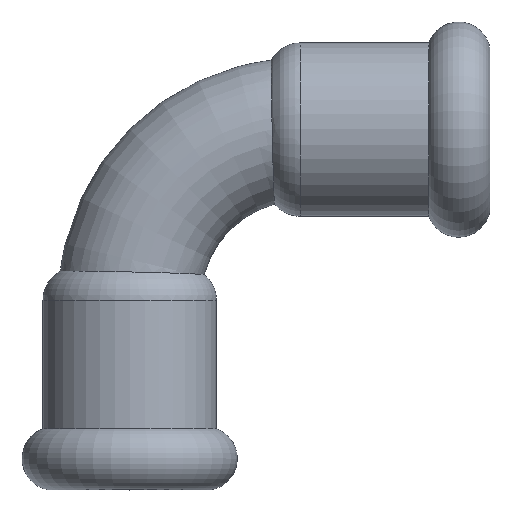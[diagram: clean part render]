
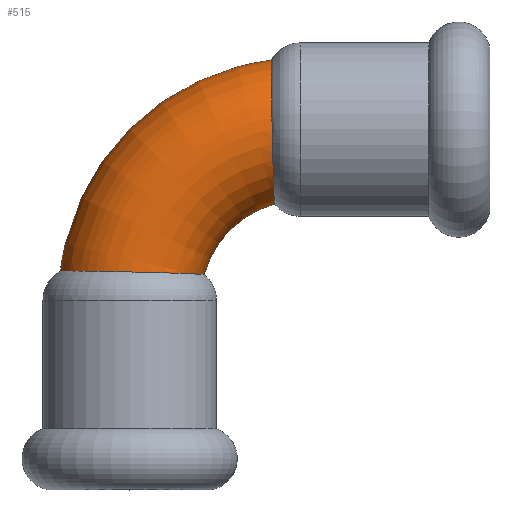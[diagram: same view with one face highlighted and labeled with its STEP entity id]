
A CAD part, top view. The second image highlights one B-rep face of the part: STEP entity #515.
In plain terms, the highlighted toroidal (fillet/blend) face has major radius 18 mm and minor radius 7.5 mm.
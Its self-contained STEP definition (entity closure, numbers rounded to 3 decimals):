
#17=B_SPLINE_CURVE_WITH_KNOTS('',3,(#903,#904,#905,#906,#907,#908,#909,
#910,#911,#912,#913,#914),.UNSPECIFIED.,.F.,.F.,(4,2,2,2,2,4),(3.592,
3.833,4.129,4.423,4.588,4.753),
 .UNSPECIFIED.);
#18=B_SPLINE_CURVE_WITH_KNOTS('',3,(#916,#917,#918,#919,#920,#921,#922,
#923,#924,#925,#926,#927,#928,#929,#930,#931,#932,#933,#934,#935),
 .UNSPECIFIED.,.F.,.F.,(4,2,2,2,2,2,2,2,2,4),(0.,0.291,0.583,
0.878,1.175,1.475,1.776,2.077,
2.37,2.377),.UNSPECIFIED.);
#19=B_SPLINE_CURVE_WITH_KNOTS('',3,(#936,#937,#938,#939,#940,#941,#942,
#943,#944,#945,#946,#947),.UNSPECIFIED.,.F.,.F.,(4,2,2,2,2,4),(2.377,
2.656,2.943,3.236,3.535,3.592),
 .UNSPECIFIED.);
#23=B_SPLINE_CURVE_WITH_KNOTS('',3,(#1030,#1031,#1032,#1033,#1034,#1035,
#1036,#1037,#1038,#1039,#1040,#1041),.UNSPECIFIED.,.F.,.F.,(4,2,2,2,2,4),
(2.377,2.656,2.943,3.236,3.535,
3.592),.UNSPECIFIED.);
#24=B_SPLINE_CURVE_WITH_KNOTS('',3,(#1043,#1044,#1045,#1046,#1047,#1048,
#1049,#1050,#1051,#1052,#1053,#1054,#1055,#1056,#1057,#1058,#1059,#1060,
#1061,#1062),.UNSPECIFIED.,.F.,.F.,(4,2,2,2,2,2,2,2,2,4),(0.,0.291,
0.583,0.878,1.175,1.475,1.776,
2.077,2.37,2.377),.UNSPECIFIED.);
#25=B_SPLINE_CURVE_WITH_KNOTS('',3,(#1063,#1064,#1065,#1066,#1067,#1068,
#1069,#1070,#1071,#1072,#1073,#1074),.UNSPECIFIED.,.F.,.F.,(4,2,2,2,2,4),
(3.592,3.833,4.129,4.423,4.588,
4.753),.UNSPECIFIED.);
#73=FACE_OUTER_BOUND('',#95,.T.);
#95=EDGE_LOOP('',(#440,#441,#442,#443,#444,#445,#446,#447));
#159=CIRCLE('',#616,10.5);
#201=VERTEX_POINT('',#900);
#202=VERTEX_POINT('',#902);
#203=VERTEX_POINT('',#915);
#217=VERTEX_POINT('',#1027);
#218=VERTEX_POINT('',#1029);
#219=VERTEX_POINT('',#1042);
#273=EDGE_CURVE('',#201,#202,#17,.T.);
#274=EDGE_CURVE('',#202,#203,#18,.T.);
#275=EDGE_CURVE('',#203,#201,#19,.T.);
#296=EDGE_CURVE('',#218,#217,#23,.T.);
#297=EDGE_CURVE('',#219,#218,#24,.T.);
#298=EDGE_CURVE('',#217,#219,#25,.T.);
#306=EDGE_CURVE('',#218,#203,#159,.T.);
#440=ORIENTED_EDGE('',*,*,#297,.T.);
#441=ORIENTED_EDGE('',*,*,#306,.T.);
#442=ORIENTED_EDGE('',*,*,#274,.F.);
#443=ORIENTED_EDGE('',*,*,#273,.F.);
#444=ORIENTED_EDGE('',*,*,#275,.F.);
#445=ORIENTED_EDGE('',*,*,#306,.F.);
#446=ORIENTED_EDGE('',*,*,#296,.T.);
#447=ORIENTED_EDGE('',*,*,#298,.T.);
#496=TOROIDAL_SURFACE('',#615,18.,7.5);
#515=ADVANCED_FACE('',(#73),#496,.T.);
#615=AXIS2_PLACEMENT_3D('',#1130,#784,#785);
#616=AXIS2_PLACEMENT_3D('',#1131,#786,#787);
#784=DIRECTION('center_axis',(0.,0.,-1.));
#785=DIRECTION('ref_axis',(-1.,0.,0.));
#786=DIRECTION('center_axis',(0.,0.,1.));
#787=DIRECTION('ref_axis',(-1.,0.,0.));
#900=CARTESIAN_POINT('',(-38.,-15.026,7.496));
#902=CARTESIAN_POINT('',(-45.313,-14.921,0.));
#903=CARTESIAN_POINT('Ctrl Pts',(-38.,-15.026,7.496));
#904=CARTESIAN_POINT('Ctrl Pts',(-38.803,-15.01,7.47));
#905=CARTESIAN_POINT('Ctrl Pts',(-39.598,-14.996,7.318));
#906=CARTESIAN_POINT('Ctrl Pts',(-41.283,-14.97,6.707));
#907=CARTESIAN_POINT('Ctrl Pts',(-42.136,-14.958,6.192));
#908=CARTESIAN_POINT('Ctrl Pts',(-43.589,-14.94,4.869));
#909=CARTESIAN_POINT('Ctrl Pts',(-44.177,-14.933,4.076));
#910=CARTESIAN_POINT('Ctrl Pts',(-44.831,-14.926,2.694));
#911=CARTESIAN_POINT('Ctrl Pts',(-45.011,-14.924,2.172));
#912=CARTESIAN_POINT('Ctrl Pts',(-45.252,-14.921,1.099));
#913=CARTESIAN_POINT('Ctrl Pts',(-45.313,-14.921,0.55));
#914=CARTESIAN_POINT('Ctrl Pts',(-45.313,-14.921,0.));
#915=CARTESIAN_POINT('',(-30.143,-15.284,0.));
#916=CARTESIAN_POINT('Ctrl Pts',(-45.313,-14.921,0.));
#917=CARTESIAN_POINT('Ctrl Pts',(-45.313,-14.921,-0.971));
#918=CARTESIAN_POINT('Ctrl Pts',(-45.124,-14.922,-1.933));
#919=CARTESIAN_POINT('Ctrl Pts',(-44.386,-14.93,-3.732));
#920=CARTESIAN_POINT('Ctrl Pts',(-43.843,-14.937,-4.552));
#921=CARTESIAN_POINT('Ctrl Pts',(-42.472,-14.954,-5.944));
#922=CARTESIAN_POINT('Ctrl Pts',(-41.654,-14.964,-6.501));
#923=CARTESIAN_POINT('Ctrl Pts',(-39.842,-14.992,-7.276));
#924=CARTESIAN_POINT('Ctrl Pts',(-38.864,-15.009,-7.483));
#925=CARTESIAN_POINT('Ctrl Pts',(-36.874,-15.049,-7.515));
#926=CARTESIAN_POINT('Ctrl Pts',(-35.88,-15.073,-7.334));
#927=CARTESIAN_POINT('Ctrl Pts',(-34.012,-15.125,-6.601));
#928=CARTESIAN_POINT('Ctrl Pts',(-33.156,-15.153,-6.052));
#929=CARTESIAN_POINT('Ctrl Pts',(-31.712,-15.208,-4.658));
#930=CARTESIAN_POINT('Ctrl Pts',(-31.136,-15.235,-3.828));
#931=CARTESIAN_POINT('Ctrl Pts',(-30.356,-15.272,-2.01));
#932=CARTESIAN_POINT('Ctrl Pts',(-30.152,-15.283,-1.046));
#933=CARTESIAN_POINT('Ctrl Pts',(-30.143,-15.284,-0.046));
#934=CARTESIAN_POINT('Ctrl Pts',(-30.143,-15.284,-0.023));
#935=CARTESIAN_POINT('Ctrl Pts',(-30.143,-15.284,0.));
#936=CARTESIAN_POINT('Ctrl Pts',(-30.143,-15.284,0.));
#937=CARTESIAN_POINT('Ctrl Pts',(-30.143,-15.284,0.929));
#938=CARTESIAN_POINT('Ctrl Pts',(-30.319,-15.274,1.849));
#939=CARTESIAN_POINT('Ctrl Pts',(-31.012,-15.24,3.602));
#940=CARTESIAN_POINT('Ctrl Pts',(-31.532,-15.216,4.414));
#941=CARTESIAN_POINT('Ctrl Pts',(-32.862,-15.164,5.82));
#942=CARTESIAN_POINT('Ctrl Pts',(-33.666,-15.136,6.394));
#943=CARTESIAN_POINT('Ctrl Pts',(-35.461,-15.083,7.216));
#944=CARTESIAN_POINT('Ctrl Pts',(-36.438,-15.059,7.451));
#945=CARTESIAN_POINT('Ctrl Pts',(-37.621,-15.034,7.501));
#946=CARTESIAN_POINT('Ctrl Pts',(-37.811,-15.03,7.502));
#947=CARTESIAN_POINT('Ctrl Pts',(-38.,-15.026,7.496));
#1027=CARTESIAN_POINT('',(-22.974,0.,7.496));
#1029=CARTESIAN_POINT('',(-22.716,-7.857,0.));
#1030=CARTESIAN_POINT('Ctrl Pts',(-22.716,-7.857,0.));
#1031=CARTESIAN_POINT('Ctrl Pts',(-22.716,-7.857,0.929));
#1032=CARTESIAN_POINT('Ctrl Pts',(-22.726,-7.681,1.849));
#1033=CARTESIAN_POINT('Ctrl Pts',(-22.76,-6.988,3.602));
#1034=CARTESIAN_POINT('Ctrl Pts',(-22.784,-6.468,4.414));
#1035=CARTESIAN_POINT('Ctrl Pts',(-22.836,-5.138,5.82));
#1036=CARTESIAN_POINT('Ctrl Pts',(-22.864,-4.334,6.394));
#1037=CARTESIAN_POINT('Ctrl Pts',(-22.917,-2.539,7.216));
#1038=CARTESIAN_POINT('Ctrl Pts',(-22.941,-1.562,7.451));
#1039=CARTESIAN_POINT('Ctrl Pts',(-22.966,-0.379,
7.501));
#1040=CARTESIAN_POINT('Ctrl Pts',(-22.97,-0.189,
7.502));
#1041=CARTESIAN_POINT('Ctrl Pts',(-22.974,0.,
7.496));
#1042=CARTESIAN_POINT('',(-23.079,7.313,0.));
#1043=CARTESIAN_POINT('Ctrl Pts',(-23.079,7.313,0.));
#1044=CARTESIAN_POINT('Ctrl Pts',(-23.079,7.313,-0.971));
#1045=CARTESIAN_POINT('Ctrl Pts',(-23.078,7.124,-1.933));
#1046=CARTESIAN_POINT('Ctrl Pts',(-23.07,6.386,-3.732));
#1047=CARTESIAN_POINT('Ctrl Pts',(-23.063,5.843,-4.552));
#1048=CARTESIAN_POINT('Ctrl Pts',(-23.046,4.472,-5.944));
#1049=CARTESIAN_POINT('Ctrl Pts',(-23.036,3.654,-6.501));
#1050=CARTESIAN_POINT('Ctrl Pts',(-23.008,1.842,-7.276));
#1051=CARTESIAN_POINT('Ctrl Pts',(-22.991,0.864,-7.483));
#1052=CARTESIAN_POINT('Ctrl Pts',(-22.951,-1.126,-7.515));
#1053=CARTESIAN_POINT('Ctrl Pts',(-22.927,-2.12,-7.334));
#1054=CARTESIAN_POINT('Ctrl Pts',(-22.875,-3.988,-6.601));
#1055=CARTESIAN_POINT('Ctrl Pts',(-22.847,-4.844,-6.052));
#1056=CARTESIAN_POINT('Ctrl Pts',(-22.792,-6.288,-4.658));
#1057=CARTESIAN_POINT('Ctrl Pts',(-22.765,-6.864,-3.828));
#1058=CARTESIAN_POINT('Ctrl Pts',(-22.728,-7.644,-2.01));
#1059=CARTESIAN_POINT('Ctrl Pts',(-22.717,-7.848,-1.046));
#1060=CARTESIAN_POINT('Ctrl Pts',(-22.716,-7.857,-0.046));
#1061=CARTESIAN_POINT('Ctrl Pts',(-22.716,-7.857,-0.023));
#1062=CARTESIAN_POINT('Ctrl Pts',(-22.716,-7.857,0.));
#1063=CARTESIAN_POINT('Ctrl Pts',(-22.974,0.,
7.496));
#1064=CARTESIAN_POINT('Ctrl Pts',(-22.99,0.803,7.47));
#1065=CARTESIAN_POINT('Ctrl Pts',(-23.004,1.598,7.318));
#1066=CARTESIAN_POINT('Ctrl Pts',(-23.03,3.283,6.707));
#1067=CARTESIAN_POINT('Ctrl Pts',(-23.042,4.136,6.192));
#1068=CARTESIAN_POINT('Ctrl Pts',(-23.06,5.589,4.869));
#1069=CARTESIAN_POINT('Ctrl Pts',(-23.067,6.177,4.076));
#1070=CARTESIAN_POINT('Ctrl Pts',(-23.074,6.831,2.694));
#1071=CARTESIAN_POINT('Ctrl Pts',(-23.076,7.011,2.172));
#1072=CARTESIAN_POINT('Ctrl Pts',(-23.079,7.252,1.099));
#1073=CARTESIAN_POINT('Ctrl Pts',(-23.079,7.313,0.55));
#1074=CARTESIAN_POINT('Ctrl Pts',(-23.079,7.313,0.));
#1130=CARTESIAN_POINT('Origin',(-20.,-18.,0.));
#1131=CARTESIAN_POINT('Origin',(-20.,-18.,0.));
